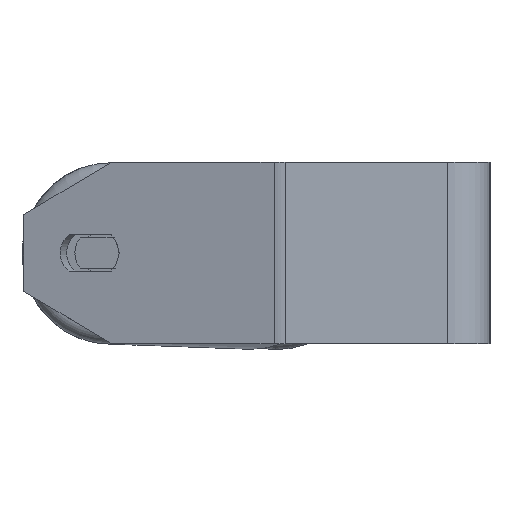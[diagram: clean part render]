
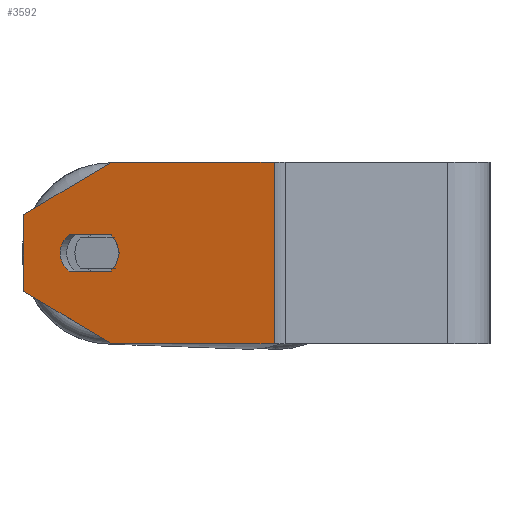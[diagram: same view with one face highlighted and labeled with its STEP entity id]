
A CAD part, left-side view. The second image highlights one B-rep face of the part: STEP entity #3592.
In plain terms, the highlighted planar face has unit normal (-0.966, 0.259, 0).
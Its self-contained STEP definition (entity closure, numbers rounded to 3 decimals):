
#70 = ORIENTED_EDGE ( 'NONE', *, *, #6431, .T. ) ;
#93 = ORIENTED_EDGE ( 'NONE', *, *, #8049, .F. ) ;
#261 = CARTESIAN_POINT ( 'NONE',  ( -325.103, 125.245, -30. ) ) ;
#267 = CARTESIAN_POINT ( 'NONE',  ( -317.338, 154.223, -30. ) ) ;
#286 = CIRCLE ( 'NONE', #7520, 7.5 ) ;
#485 = VECTOR ( 'NONE', #4471, 1000. ) ;
#514 = CARTESIAN_POINT ( 'NONE',  ( -317.338, 154.223, 12.679 ) ) ;
#633 = EDGE_LOOP ( 'NONE', ( #8125, #6900, #1416, #93, #4585, #70 ) ) ;
#819 = FACE_OUTER_BOUND ( 'NONE', #633, .T. ) ;
#887 = LINE ( 'NONE', #3353, #998 ) ;
#893 = VECTOR ( 'NONE', #2526, 1000. ) ;
#917 = LINE ( 'NONE', #7365, #6220 ) ;
#998 = VECTOR ( 'NONE', #6716, 1000. ) ;
#1085 = VERTEX_POINT ( 'NONE', #1866 ) ;
#1115 = AXIS2_PLACEMENT_3D ( 'NONE', #4897, #7585, #6277 ) ;
#1178 = CARTESIAN_POINT ( 'NONE',  ( -325.103, 125.245, -30. ) ) ;
#1198 = CARTESIAN_POINT ( 'NONE',  ( -317.338, 154.223, -12.679 ) ) ;
#1262 = CARTESIAN_POINT ( 'NONE',  ( -317.338, 154.223, 12.679 ) ) ;
#1350 = CARTESIAN_POINT ( 'NONE',  ( -339.523, 71.428, 30. ) ) ;
#1416 = ORIENTED_EDGE ( 'NONE', *, *, #2515, .T. ) ;
#1432 = LINE ( 'NONE', #261, #5672 ) ;
#1433 = DIRECTION ( 'NONE',  ( 0.259, 0.966, 0. ) ) ;
#1438 = VERTEX_POINT ( 'NONE', #1178 ) ;
#1730 = DIRECTION ( 'NONE',  ( -0.259, -0.966, 0. ) ) ;
#1829 = CARTESIAN_POINT ( 'NONE',  ( -325.103, 125.245, 30. ) ) ;
#1842 = LINE ( 'NONE', #514, #485 ) ;
#1866 = CARTESIAN_POINT ( 'NONE',  ( -325.75, 122.831, 0. ) ) ;
#2180 = CARTESIAN_POINT ( 'NONE',  ( -321.35, 139.251, 6. ) ) ;
#2231 = LINE ( 'NONE', #267, #3438 ) ;
#2423 = CARTESIAN_POINT ( 'NONE',  ( -322.514, 134.905, 0. ) ) ;
#2459 = DIRECTION ( 'NONE',  ( 0.259, 0.966, 0. ) ) ;
#2515 = EDGE_CURVE ( 'NONE', #1438, #8032, #2231, .T. ) ;
#2526 = DIRECTION ( 'NONE',  ( 0.259, 0.966, 0. ) ) ;
#2747 = VERTEX_POINT ( 'NONE', #1262 ) ;
#2807 = VERTEX_POINT ( 'NONE', #3169 ) ;
#2836 = CIRCLE ( 'NONE', #6131, 7.5 ) ;
#3014 = VERTEX_POINT ( 'NONE', #1198 ) ;
#3032 = VECTOR ( 'NONE', #1730, 1000. ) ;
#3169 = CARTESIAN_POINT ( 'NONE',  ( -339.523, 71.428, 30. ) ) ;
#3334 = PLANE ( 'NONE',  #7825 ) ;
#3353 = CARTESIAN_POINT ( 'NONE',  ( -324.973, 125.728, -6. ) ) ;
#3409 = DIRECTION ( 'NONE',  ( 0.966, -0.259, 0. ) ) ;
#3438 = VECTOR ( 'NONE', #7021, 1000. ) ;
#3592 = ADVANCED_FACE ( 'NONE', ( #5438, #819 ), #3334, .F. ) ;
#3758 = CARTESIAN_POINT ( 'NONE',  ( -324.973, 125.728, 6. ) ) ;
#3949 = VERTEX_POINT ( 'NONE', #4474 ) ;
#3998 = EDGE_CURVE ( 'NONE', #4054, #2807, #7419, .T. ) ;
#4054 = VERTEX_POINT ( 'NONE', #1829 ) ;
#4143 = EDGE_CURVE ( 'NONE', #3949, #6946, #887, .T. ) ;
#4440 = DIRECTION ( 'NONE',  ( -0.259, -0.966, 0. ) ) ;
#4471 = DIRECTION ( 'NONE',  ( 0.224, 0.837, -0.5 ) ) ;
#4472 = ORIENTED_EDGE ( 'NONE', *, *, #6612, .F. ) ;
#4474 = CARTESIAN_POINT ( 'NONE',  ( -321.35, 139.251, -6. ) ) ;
#4533 = DIRECTION ( 'NONE',  ( -0.966, 0.259, 0. ) ) ;
#4585 = ORIENTED_EDGE ( 'NONE', *, *, #3998, .F. ) ;
#4897 = CARTESIAN_POINT ( 'NONE',  ( -323.809, 130.075, 0. ) ) ;
#4983 = CARTESIAN_POINT ( 'NONE',  ( -317.338, 154.223, 30. ) ) ;
#5007 = ORIENTED_EDGE ( 'NONE', *, *, #6843, .F. ) ;
#5072 = ORIENTED_EDGE ( 'NONE', *, *, #4143, .F. ) ;
#5183 = LINE ( 'NONE', #1350, #6416 ) ;
#5438 = FACE_BOUND ( 'NONE', #7483, .T. ) ;
#5490 = DIRECTION ( 'NONE',  ( 0., 0., -1. ) ) ;
#5672 = VECTOR ( 'NONE', #8275, 1000. ) ;
#5714 = EDGE_CURVE ( 'NONE', #2747, #3014, #917, .T. ) ;
#5875 = CARTESIAN_POINT ( 'NONE',  ( -339.523, 71.428, -30. ) ) ;
#5997 = EDGE_CURVE ( 'NONE', #6933, #6204, #8411, .T. ) ;
#6131 = AXIS2_PLACEMENT_3D ( 'NONE', #7119, #4533, #4440 ) ;
#6204 = VERTEX_POINT ( 'NONE', #2180 ) ;
#6220 = VECTOR ( 'NONE', #5490, 1000. ) ;
#6245 = EDGE_CURVE ( 'NONE', #3014, #1438, #1432, .T. ) ;
#6277 = DIRECTION ( 'NONE',  ( -0.259, -0.966, 0. ) ) ;
#6330 = DIRECTION ( 'NONE',  ( -0.966, 0.259, 0. ) ) ;
#6416 = VECTOR ( 'NONE', #7803, 1000. ) ;
#6431 = EDGE_CURVE ( 'NONE', #4054, #2747, #1842, .T. ) ;
#6612 = EDGE_CURVE ( 'NONE', #6204, #3949, #286, .T. ) ;
#6660 = CARTESIAN_POINT ( 'NONE',  ( -317.338, 154.223, 30. ) ) ;
#6669 = ORIENTED_EDGE ( 'NONE', *, *, #5997, .F. ) ;
#6716 = DIRECTION ( 'NONE',  ( -0.259, -0.966, 0. ) ) ;
#6843 = EDGE_CURVE ( 'NONE', #6946, #1085, #7812, .T. ) ;
#6900 = ORIENTED_EDGE ( 'NONE', *, *, #6245, .T. ) ;
#6933 = VERTEX_POINT ( 'NONE', #3758 ) ;
#6946 = VERTEX_POINT ( 'NONE', #7166 ) ;
#7021 = DIRECTION ( 'NONE',  ( -0.259, -0.966, 0. ) ) ;
#7119 = CARTESIAN_POINT ( 'NONE',  ( -323.809, 130.075, 0. ) ) ;
#7166 = CARTESIAN_POINT ( 'NONE',  ( -324.973, 125.728, -6. ) ) ;
#7307 = ORIENTED_EDGE ( 'NONE', *, *, #8008, .F. ) ;
#7365 = CARTESIAN_POINT ( 'NONE',  ( -317.338, 154.223, 30. ) ) ;
#7419 = LINE ( 'NONE', #4983, #3032 ) ;
#7483 = EDGE_LOOP ( 'NONE', ( #5072, #4472, #6669, #7307, #5007 ) ) ;
#7520 = AXIS2_PLACEMENT_3D ( 'NONE', #2423, #6330, #2459 ) ;
#7585 = DIRECTION ( 'NONE',  ( -0.966, 0.259, 0. ) ) ;
#7803 = DIRECTION ( 'NONE',  ( 0., 0., -1. ) ) ;
#7812 = CIRCLE ( 'NONE', #1115, 7.5 ) ;
#7825 = AXIS2_PLACEMENT_3D ( 'NONE', #6660, #3409, #1433 ) ;
#8008 = EDGE_CURVE ( 'NONE', #1085, #6933, #2836, .T. ) ;
#8032 = VERTEX_POINT ( 'NONE', #5875 ) ;
#8049 = EDGE_CURVE ( 'NONE', #2807, #8032, #5183, .T. ) ;
#8125 = ORIENTED_EDGE ( 'NONE', *, *, #5714, .T. ) ;
#8275 = DIRECTION ( 'NONE',  ( -0.224, -0.837, -0.5 ) ) ;
#8372 = CARTESIAN_POINT ( 'NONE',  ( -324.973, 125.728, 6. ) ) ;
#8411 = LINE ( 'NONE', #8372, #893 ) ;
